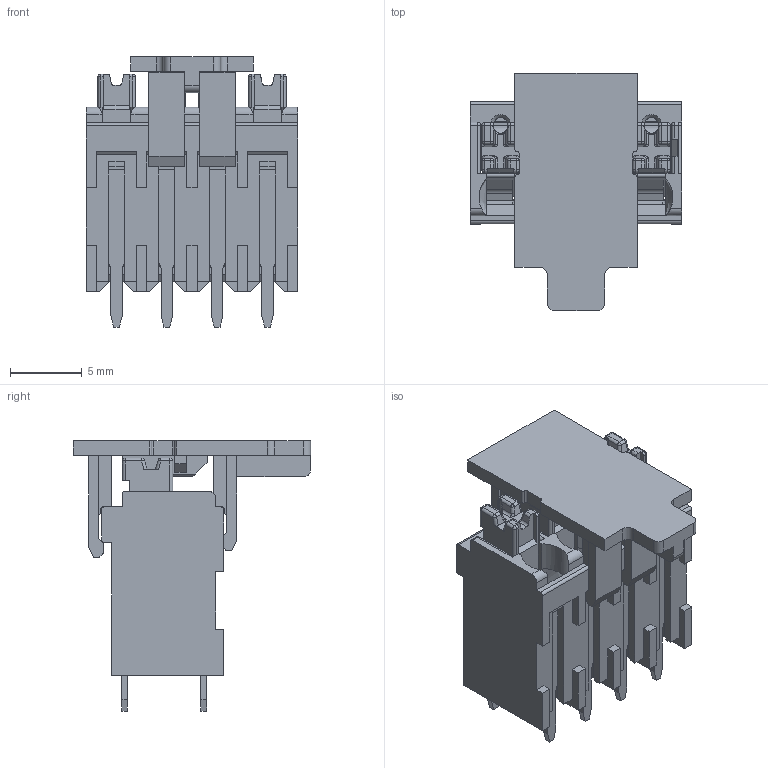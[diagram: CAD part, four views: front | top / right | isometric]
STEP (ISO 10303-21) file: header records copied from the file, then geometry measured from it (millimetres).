
FILE_DESCRIPTION(/* description */ ('Unknown'),/* implementation_level */ '2;1');
FILE_NAME(/* name */ '691810100304',/* time_stamp */ '2022-10-11T16:09:16+02:00',/* author */ ('Unknown'),/* organization */ ('Unknown'),/* preprocessor_version */ 'ST-DEVELOPER v18.102',/* originating_system */ 'Solid Edge',/* authorisation */ 'Unknown');
FILE_SCHEMA (('AUTOMOTIVE_DESIGN {1 0 10303 214 3 1 1}'));
Length unit declared in the file: millimetre
Products named in the file (6): 6918101003xx; 691410100004; 6918101000xx_SolderPin; 6914101000xx_SpringClamp; 6914101000xx_Lever; 6918101003xx_Cap
Assembly tree (14 placements, depth 2):
  6918101003xx
    691410100004
    6918101000xx_SolderPin  x4
    6914101000xx_SpringClamp  x4
    6914101000xx_Lever  x4
    6918101003xx_Cap
Bounding box: 14.7 x 16.5 x 18.8 mm (x, y, z)
Volume: 996.1 mm3; surface area: 3439.9 mm2
Topology: 14 solids, 14 shells, 1511 faces, 4144 edges, 2587 vertices
Faces by surface type: plane 946, cylinder 420, sphere 65, bspline 56, torus 16, cone 8
Entity records: 23894 total; most frequent: CARTESIAN_POINT 4589, ORIENTED_EDGE 4114, DIRECTION 3840, EDGE_CURVE 2057, LINE 1658, VECTOR 1658, VERTEX_POINT 1315, AXIS2_PLACEMENT_3D 1091
